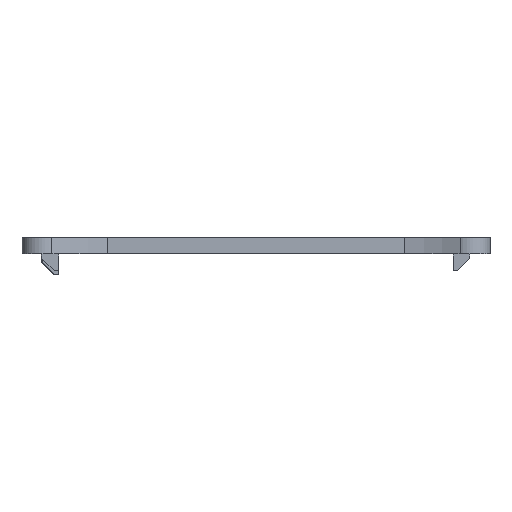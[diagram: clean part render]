
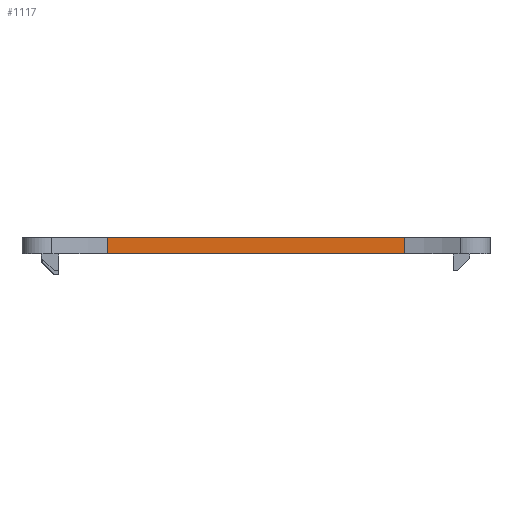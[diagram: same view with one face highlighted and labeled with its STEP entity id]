
A CAD part, front view. The second image highlights one B-rep face of the part: STEP entity #1117.
In plain terms, the highlighted planar face has unit normal (0, -1, 0).
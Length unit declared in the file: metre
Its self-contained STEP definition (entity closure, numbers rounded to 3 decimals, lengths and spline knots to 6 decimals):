
#26=PLANE('',#1206);
#95=LINE('',#1784,#195);
#97=LINE('',#1788,#197);
#98=LINE('',#1790,#198);
#99=LINE('',#1792,#199);
#195=VECTOR('',#1410,1.);
#197=VECTOR('',#1414,1.);
#198=VECTOR('',#1415,1.);
#199=VECTOR('',#1416,1.);
#317=ORIENTED_EDGE('',*,*,#643,.T.);
#318=ORIENTED_EDGE('',*,*,#644,.F.);
#319=ORIENTED_EDGE('',*,*,#645,.F.);
#320=ORIENTED_EDGE('',*,*,#641,.T.);
#641=EDGE_CURVE('',#803,#802,#95,.T.);
#643=EDGE_CURVE('',#802,#804,#97,.T.);
#644=EDGE_CURVE('',#805,#804,#98,.T.);
#645=EDGE_CURVE('',#803,#805,#99,.T.);
#802=VERTEX_POINT('',#1783);
#803=VERTEX_POINT('',#1785);
#804=VERTEX_POINT('',#1789);
#805=VERTEX_POINT('',#1791);
#933=EDGE_LOOP('',(#317,#318,#319,#320));
#1011=FACE_BOUND('',#933,.T.);
#1117=ADVANCED_FACE('',(#1011),#26,.F.);
#1206=AXIS2_PLACEMENT_3D('',#1787,#1412,#1413);
#1410=DIRECTION('',(0.,0.,-1.));
#1412=DIRECTION('',(0.,1.,0.));
#1413=DIRECTION('',(0.,0.,1.));
#1414=DIRECTION('',(1.,0.,0.));
#1415=DIRECTION('',(0.,0.,-1.));
#1416=DIRECTION('',(1.,0.,0.));
#1783=CARTESIAN_POINT('',(-0.017324,0.005976,0.));
#1784=CARTESIAN_POINT('',(-0.017324,0.005976,0.002));
#1785=CARTESIAN_POINT('',(-0.017324,0.005976,0.002));
#1787=CARTESIAN_POINT('',(0.000776,0.005976,0.002));
#1788=CARTESIAN_POINT('',(0.000776,0.005976,0.));
#1789=CARTESIAN_POINT('',(0.018876,0.005976,0.));
#1790=CARTESIAN_POINT('',(0.018876,0.005976,0.002));
#1791=CARTESIAN_POINT('',(0.018876,0.005976,0.002));
#1792=CARTESIAN_POINT('',(0.000776,0.005976,0.002));
